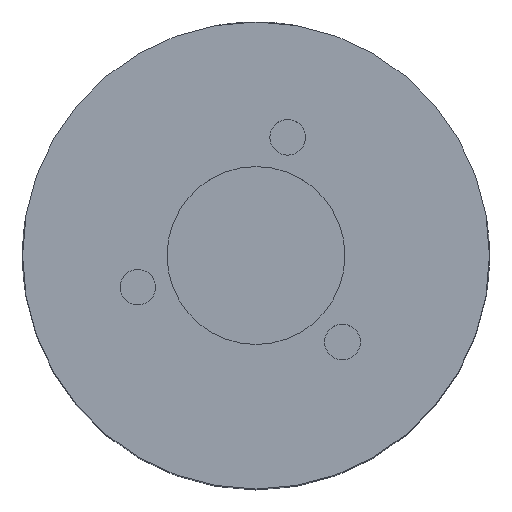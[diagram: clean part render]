
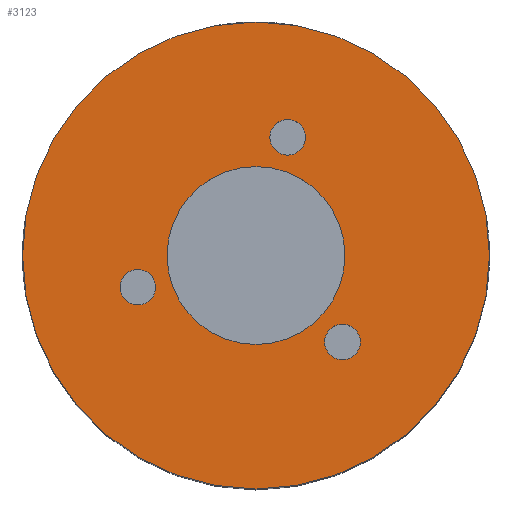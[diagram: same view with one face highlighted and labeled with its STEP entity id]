
A CAD part, top view. The second image highlights one B-rep face of the part: STEP entity #3123.
In plain terms, the highlighted planar face has unit normal (0, 0, 1).
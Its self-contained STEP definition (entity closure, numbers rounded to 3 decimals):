
#197=FACE_BOUND('',#634,.T.);
#198=FACE_BOUND('',#635,.T.);
#199=FACE_BOUND('',#636,.T.);
#200=FACE_BOUND('',#637,.T.);
#390=PLANE('',#3335);
#451=FACE_OUTER_BOUND('',#633,.T.);
#633=EDGE_LOOP('',(#2172));
#634=EDGE_LOOP('',(#2173));
#635=EDGE_LOOP('',(#2174));
#636=EDGE_LOOP('',(#2175));
#637=EDGE_LOOP('',(#2176));
#1206=CIRCLE('',#3317,1.6);
#1208=CIRCLE('',#3321,1.6);
#1210=CIRCLE('',#3325,1.6);
#1212=CIRCLE('',#3329,8.);
#1216=CIRCLE('',#3336,21.);
#1378=VERTEX_POINT('',#4567);
#1380=VERTEX_POINT('',#4574);
#1382=VERTEX_POINT('',#4581);
#1384=VERTEX_POINT('',#4588);
#1390=VERTEX_POINT('',#4604);
#1688=EDGE_CURVE('',#1378,#1378,#1206,.T.);
#1691=EDGE_CURVE('',#1380,#1380,#1208,.T.);
#1694=EDGE_CURVE('',#1382,#1382,#1210,.T.);
#1697=EDGE_CURVE('',#1384,#1384,#1212,.T.);
#1704=EDGE_CURVE('',#1390,#1390,#1216,.T.);
#2172=ORIENTED_EDGE('',*,*,#1704,.T.);
#2173=ORIENTED_EDGE('',*,*,#1688,.T.);
#2174=ORIENTED_EDGE('',*,*,#1691,.T.);
#2175=ORIENTED_EDGE('',*,*,#1694,.T.);
#2176=ORIENTED_EDGE('',*,*,#1697,.T.);
#3123=ADVANCED_FACE('',(#451,#197,#198,#199,#200),#390,.T.);
#3317=AXIS2_PLACEMENT_3D('',#4568,#3674,#3675);
#3321=AXIS2_PLACEMENT_3D('',#4575,#3683,#3684);
#3325=AXIS2_PLACEMENT_3D('',#4582,#3692,#3693);
#3329=AXIS2_PLACEMENT_3D('',#4589,#3701,#3702);
#3335=AXIS2_PLACEMENT_3D('',#4603,#3716,#3717);
#3336=AXIS2_PLACEMENT_3D('',#4605,#3718,#3719);
#3674=DIRECTION('center_axis',(0.,0.,
-1.));
#3675=DIRECTION('ref_axis',(1.,0.,0.));
#3683=DIRECTION('center_axis',(0.,0.,
-1.));
#3684=DIRECTION('ref_axis',(1.,0.,0.));
#3692=DIRECTION('center_axis',(0.,0.,
-1.));
#3693=DIRECTION('ref_axis',(1.,0.,0.));
#3701=DIRECTION('center_axis',(0.,0.,
-1.));
#3702=DIRECTION('ref_axis',(1.,0.,0.));
#3716=DIRECTION('center_axis',(0.,0.,
1.));
#3717=DIRECTION('ref_axis',(1.,0.,0.));
#3718=DIRECTION('center_axis',(0.,0.,
1.));
#3719=DIRECTION('ref_axis',(0.,-1.,0.));
#4567=CARTESIAN_POINT('',(1.247,10.625,51.));
#4568=CARTESIAN_POINT('Origin',(2.847,10.625,51.));
#4574=CARTESIAN_POINT('',(6.178,-7.778,51.));
#4575=CARTESIAN_POINT('Origin',(7.778,-7.778,51.));
#4581=CARTESIAN_POINT('',(-12.225,-2.847,51.));
#4582=CARTESIAN_POINT('Origin',(-10.625,-2.847,51.));
#4588=CARTESIAN_POINT('',(-8.,0.,51.));
#4589=CARTESIAN_POINT('Origin',(0.,0.,
51.));
#4603=CARTESIAN_POINT('Origin',(0.,0.,
51.));
#4604=CARTESIAN_POINT('',(0.,-21.,51.));
#4605=CARTESIAN_POINT('Origin',(0.,0.,
51.));
